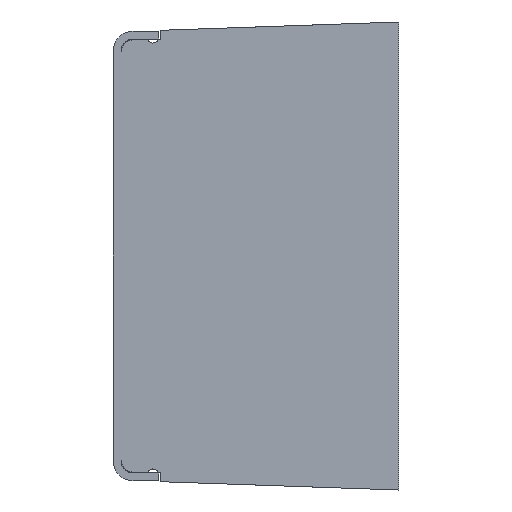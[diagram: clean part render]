
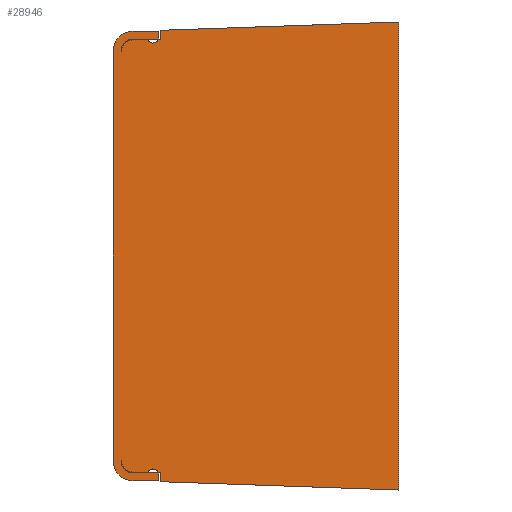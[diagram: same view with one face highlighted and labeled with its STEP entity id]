
A CAD part, left-side view. The second image highlights one B-rep face of the part: STEP entity #28946.
In plain terms, the highlighted planar face has unit normal (-1, 0, 0).
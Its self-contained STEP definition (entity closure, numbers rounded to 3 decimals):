
#2302=CARTESIAN_POINT('',(-30.,67.,-51.7));
#2303=DIRECTION('',(-1.,0.,0.));
#2304=DIRECTION('',(0.,1.,0.));
#2305=AXIS2_PLACEMENT_3D('',#2302,#2303,#2304);
#2307=CARTESIAN_POINT('',(-30.,67.,-51.7));
#2308=DIRECTION('',(1.,0.,0.));
#2309=DIRECTION('',(0.,0.,-1.));
#2310=AXIS2_PLACEMENT_3D('',#2307,#2308,#2309);
#2312=CARTESIAN_POINT('',(-30.,67.,51.7));
#2313=DIRECTION('',(1.,0.,0.));
#2314=DIRECTION('',(0.,1.,0.));
#2315=AXIS2_PLACEMENT_3D('',#2312,#2313,#2314);
#2317=CARTESIAN_POINT('',(-30.,67.,51.7));
#2318=DIRECTION('',(-1.,0.,0.));
#2319=DIRECTION('',(0.,0.,1.));
#2320=AXIS2_PLACEMENT_3D('',#2317,#2318,#2319);
#2322=CARTESIAN_POINT('',(-30.,67.,51.5));
#2323=DIRECTION('',(1.,0.,0.));
#2324=DIRECTION('',(0.,0.998,0.066));
#2325=AXIS2_PLACEMENT_3D('',#2322,#2323,#2324);
#2327=DIRECTION('',(0.,-1.,0.));
#2328=VECTOR('',#2327,3.673);
#2329=CARTESIAN_POINT('',(-30.,67.,54.5));
#2330=LINE('',#2329,#2328);
#2331=CARTESIAN_POINT('',(-30.,62.,55.2));
#2332=DIRECTION('',(-1.,0.,0.));
#2333=DIRECTION('',(0.,0.884,-0.467));
#2334=AXIS2_PLACEMENT_3D('',#2331,#2332,#2333);
#2336=CARTESIAN_POINT('',(-30.,62.,55.2));
#2337=DIRECTION('',(-1.,0.,0.));
#2338=DIRECTION('',(0.,0.,-1.));
#2339=AXIS2_PLACEMENT_3D('',#2336,#2337,#2338);
#2341=DIRECTION('',(0.,-1.,0.));
#2342=VECTOR('',#2341,0.673);
#2343=CARTESIAN_POINT('',(-30.,60.673,54.5));
#2344=LINE('',#2343,#2342);
#2345=DIRECTION('',(0.,0.,1.));
#2346=VECTOR('',#2345,2.405);
#2347=CARTESIAN_POINT('',(-30.,60.,54.5));
#2348=LINE('',#2347,#2346);
#2349=DIRECTION('',(0.,-0.999,0.035));
#2350=VECTOR('',#2349,60.037);
#2351=CARTESIAN_POINT('',(-30.,60.,56.905));
#2352=LINE('',#2351,#2350);
#2353=DIRECTION('',(0.,0.,-1.));
#2354=VECTOR('',#2353,118.);
#2355=CARTESIAN_POINT('',(-30.,0.,59.));
#2356=LINE('',#2355,#2354);
#2357=DIRECTION('',(0.,0.999,0.035));
#2358=VECTOR('',#2357,60.037);
#2359=CARTESIAN_POINT('',(-30.,0.,-59.));
#2360=LINE('',#2359,#2358);
#2361=DIRECTION('',(0.,0.,1.));
#2362=VECTOR('',#2361,2.405);
#2363=CARTESIAN_POINT('',(-30.,60.,-56.905));
#2364=LINE('',#2363,#2362);
#2365=DIRECTION('',(0.,1.,0.));
#2366=VECTOR('',#2365,0.673);
#2367=CARTESIAN_POINT('',(-30.,60.,-54.5));
#2368=LINE('',#2367,#2366);
#2369=CARTESIAN_POINT('',(-30.,62.,-55.2));
#2370=DIRECTION('',(-1.,0.,0.));
#2371=DIRECTION('',(0.,-0.884,0.467));
#2372=AXIS2_PLACEMENT_3D('',#2369,#2370,#2371);
#2374=CARTESIAN_POINT('',(-30.,62.,-55.2));
#2375=DIRECTION('',(-1.,0.,0.));
#2376=DIRECTION('',(0.,0.,1.));
#2377=AXIS2_PLACEMENT_3D('',#2374,#2375,#2376);
#2379=DIRECTION('',(0.,1.,0.));
#2380=VECTOR('',#2379,3.673);
#2381=CARTESIAN_POINT('',(-30.,63.327,-54.5));
#2382=LINE('',#2381,#2380);
#2383=CARTESIAN_POINT('',(-30.,67.,-51.5));
#2384=DIRECTION('',(1.,0.,0.));
#2385=DIRECTION('',(0.,0.,-1.));
#2386=AXIS2_PLACEMENT_3D('',#2383,#2384,#2385);
#2400=DIRECTION('',(0.,1.,0.));
#2401=VECTOR('',#2400,6.5);
#2402=CARTESIAN_POINT('',(-30.,60.5,-54.7));
#2403=LINE('',#2402,#2401);
#18199=DIRECTION('',(0.,-1.,0.));
#18200=VECTOR('',#18199,6.5);
#18201=CARTESIAN_POINT('',(-30.,67.,54.7));
#18202=LINE('',#18201,#18200);
#18203=DIRECTION('',(0.,0.,1.));
#18204=VECTOR('',#18203,2.);
#18205=CARTESIAN_POINT('',(-30.,60.5,54.7));
#18206=LINE('',#18205,#18204);
#18215=DIRECTION('',(0.,1.,0.));
#18216=VECTOR('',#18215,6.5);
#18217=CARTESIAN_POINT('',(-30.,60.5,56.7));
#18218=LINE('',#18217,#18216);
#18227=DIRECTION('',(0.,0.,-1.));
#18228=VECTOR('',#18227,103.4);
#18229=CARTESIAN_POINT('',(-30.,72.,51.7));
#18230=LINE('',#18229,#18228);
#18239=DIRECTION('',(0.,-1.,0.));
#18240=VECTOR('',#18239,6.5);
#18241=CARTESIAN_POINT('',(-30.,67.,-56.7));
#18242=LINE('',#18241,#18240);
#18243=DIRECTION('',(0.,0.,1.));
#18244=VECTOR('',#18243,2.);
#18245=CARTESIAN_POINT('',(-30.,60.5,-56.7));
#18246=LINE('',#18245,#18244);
#23264=CARTESIAN_POINT('',(-30.,70.,-51.7));
#23265=CARTESIAN_POINT('',(-30.,67.,-54.7));
#23266=VERTEX_POINT('',#23264);
#23267=VERTEX_POINT('',#23265);
#23268=CARTESIAN_POINT('',(-30.,60.5,-54.7));
#23269=VERTEX_POINT('',#23268);
#23270=CARTESIAN_POINT('',(-30.,60.5,-56.7));
#23271=VERTEX_POINT('',#23270);
#23272=CARTESIAN_POINT('',(-30.,67.,-56.7));
#23273=VERTEX_POINT('',#23272);
#23274=CARTESIAN_POINT('',(-30.,72.,-51.7));
#23275=VERTEX_POINT('',#23274);
#23276=CARTESIAN_POINT('',(-30.,72.,51.7));
#23277=VERTEX_POINT('',#23276);
#23278=CARTESIAN_POINT('',(-30.,67.,56.7));
#23279=VERTEX_POINT('',#23278);
#23280=CARTESIAN_POINT('',(-30.,60.5,56.7));
#23281=VERTEX_POINT('',#23280);
#23282=CARTESIAN_POINT('',(-30.,60.5,54.7));
#23283=VERTEX_POINT('',#23282);
#23284=CARTESIAN_POINT('',(-30.,67.,54.7));
#23285=VERTEX_POINT('',#23284);
#23286=CARTESIAN_POINT('',(-30.,70.,51.7));
#23287=VERTEX_POINT('',#23286);
#23288=CARTESIAN_POINT('',(-30.,67.,54.5));
#23289=VERTEX_POINT('',#23288);
#23290=CARTESIAN_POINT('',(-30.,63.327,54.5));
#23291=VERTEX_POINT('',#23290);
#23292=CARTESIAN_POINT('',(-30.,62.,53.7));
#23293=VERTEX_POINT('',#23292);
#23294=CARTESIAN_POINT('',(-30.,60.673,54.5));
#23295=VERTEX_POINT('',#23294);
#23296=CARTESIAN_POINT('',(-30.,60.,54.5));
#23297=VERTEX_POINT('',#23296);
#23298=CARTESIAN_POINT('',(-30.,60.,56.905));
#23299=VERTEX_POINT('',#23298);
#23300=CARTESIAN_POINT('',(-30.,0.,59.));
#23301=VERTEX_POINT('',#23300);
#23302=CARTESIAN_POINT('',(-30.,0.,-59.));
#23303=VERTEX_POINT('',#23302);
#23304=CARTESIAN_POINT('',(-30.,60.,-56.905));
#23305=VERTEX_POINT('',#23304);
#23306=CARTESIAN_POINT('',(-30.,60.,-54.5));
#23307=VERTEX_POINT('',#23306);
#23308=CARTESIAN_POINT('',(-30.,60.673,-54.5));
#23309=VERTEX_POINT('',#23308);
#23310=CARTESIAN_POINT('',(-30.,62.,-53.7));
#23311=VERTEX_POINT('',#23310);
#23312=CARTESIAN_POINT('',(-30.,63.327,-54.5));
#23313=VERTEX_POINT('',#23312);
#23314=CARTESIAN_POINT('',(-30.,67.,-54.5));
#23315=VERTEX_POINT('',#23314);
#28888=CARTESIAN_POINT('',(-30.,0.,0.));
#28889=DIRECTION('',(1.,0.,0.));
#28890=DIRECTION('',(0.,0.,-1.));
#28891=AXIS2_PLACEMENT_3D('',#28888,#28889,#28890);
#28892=PLANE('',#28891);
#28894=ORIENTED_EDGE('',*,*,#28893,.T.);
#28896=ORIENTED_EDGE('',*,*,#28895,.F.);
#28898=ORIENTED_EDGE('',*,*,#28897,.F.);
#28900=ORIENTED_EDGE('',*,*,#28899,.F.);
#28902=ORIENTED_EDGE('',*,*,#28901,.T.);
#28904=ORIENTED_EDGE('',*,*,#28903,.F.);
#28906=ORIENTED_EDGE('',*,*,#28905,.T.);
#28908=ORIENTED_EDGE('',*,*,#28907,.F.);
#28910=ORIENTED_EDGE('',*,*,#28909,.F.);
#28912=ORIENTED_EDGE('',*,*,#28911,.F.);
#28914=ORIENTED_EDGE('',*,*,#28913,.T.);
#28916=ORIENTED_EDGE('',*,*,#28915,.T.);
#28918=ORIENTED_EDGE('',*,*,#28917,.T.);
#28920=ORIENTED_EDGE('',*,*,#28919,.T.);
#28922=ORIENTED_EDGE('',*,*,#28921,.T.);
#28924=ORIENTED_EDGE('',*,*,#28923,.T.);
#28926=ORIENTED_EDGE('',*,*,#28925,.T.);
#28928=ORIENTED_EDGE('',*,*,#28927,.T.);
#28929=ORIENTED_EDGE('',*,*,#28687,.T.);
#28931=ORIENTED_EDGE('',*,*,#28930,.T.);
#28933=ORIENTED_EDGE('',*,*,#28932,.T.);
#28935=ORIENTED_EDGE('',*,*,#28934,.T.);
#28937=ORIENTED_EDGE('',*,*,#28936,.T.);
#28939=ORIENTED_EDGE('',*,*,#28938,.T.);
#28941=ORIENTED_EDGE('',*,*,#28940,.T.);
#28943=ORIENTED_EDGE('',*,*,#28942,.T.);
#28944=EDGE_LOOP('',(#28894,#28896,#28898,#28900,#28902,#28904,#28906,#28908,
#28910,#28912,#28914,#28916,#28918,#28920,#28922,#28924,#28926,#28928,#28929,
#28931,#28933,#28935,#28937,#28939,#28941,#28943));
#28945=FACE_OUTER_BOUND('',#28944,.F.);
#28946=ADVANCED_FACE('',(#28945),#28892,.F.);
#2306=CIRCLE('',#2305,3.);
#2311=CIRCLE('',#2310,5.);
#2316=CIRCLE('',#2315,5.);
#2321=CIRCLE('',#2320,3.);
#2326=CIRCLE('',#2325,3.);
#2335=CIRCLE('',#2334,1.5);
#2340=CIRCLE('',#2339,1.5);
#2373=CIRCLE('',#2372,1.5);
#2378=CIRCLE('',#2377,1.5);
#2387=CIRCLE('',#2386,3.);
#28687=EDGE_CURVE('',#23301,#23303,#2356,.T.);
#28893=EDGE_CURVE('',#23266,#23267,#2306,.T.);
#28895=EDGE_CURVE('',#23269,#23267,#2403,.T.);
#28897=EDGE_CURVE('',#23271,#23269,#18246,.T.);
#28899=EDGE_CURVE('',#23273,#23271,#18242,.T.);
#28901=EDGE_CURVE('',#23273,#23275,#2311,.T.);
#28903=EDGE_CURVE('',#23277,#23275,#18230,.T.);
#28905=EDGE_CURVE('',#23277,#23279,#2316,.T.);
#28907=EDGE_CURVE('',#23281,#23279,#18218,.T.);
#28909=EDGE_CURVE('',#23283,#23281,#18206,.T.);
#28911=EDGE_CURVE('',#23285,#23283,#18202,.T.);
#28913=EDGE_CURVE('',#23285,#23287,#2321,.T.);
#28915=EDGE_CURVE('',#23287,#23289,#2326,.T.);
#28917=EDGE_CURVE('',#23289,#23291,#2330,.T.);
#28919=EDGE_CURVE('',#23291,#23293,#2335,.T.);
#28921=EDGE_CURVE('',#23293,#23295,#2340,.T.);
#28923=EDGE_CURVE('',#23295,#23297,#2344,.T.);
#28925=EDGE_CURVE('',#23297,#23299,#2348,.T.);
#28927=EDGE_CURVE('',#23299,#23301,#2352,.T.);
#28930=EDGE_CURVE('',#23303,#23305,#2360,.T.);
#28932=EDGE_CURVE('',#23305,#23307,#2364,.T.);
#28934=EDGE_CURVE('',#23307,#23309,#2368,.T.);
#28936=EDGE_CURVE('',#23309,#23311,#2373,.T.);
#28938=EDGE_CURVE('',#23311,#23313,#2378,.T.);
#28940=EDGE_CURVE('',#23313,#23315,#2382,.T.);
#28942=EDGE_CURVE('',#23315,#23266,#2387,.T.);
